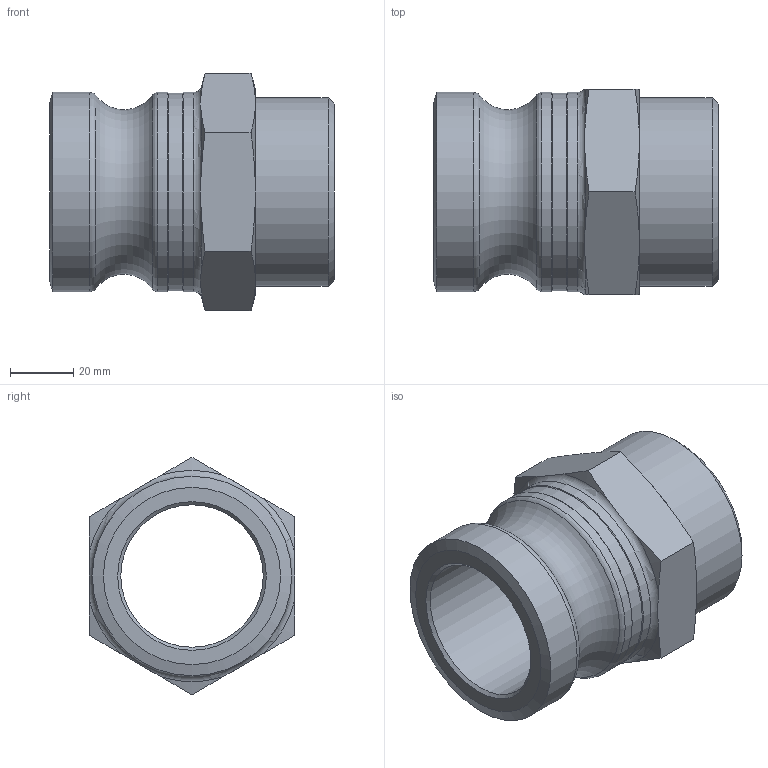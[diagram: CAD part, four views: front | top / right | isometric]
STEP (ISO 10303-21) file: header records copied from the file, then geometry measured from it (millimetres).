
FILE_DESCRIPTION(/* description */ ('MÖRTELSCHLAUCHSTECKER'),/* implementation_level */ '2;1');
FILE_NAME(/* name */ 'vag_20_50_n.stp',/* time_stamp */ '2020-04-21T07:05:55+02:00',/* author */ ('ertl'),/* organization */ (''),/* preprocessor_version */ 'ST-DEVELOPER v17',/* originating_system */ 'Autodesk Inventor 2018',/* authorisation */ '123689,94 mm^3');
FILE_SCHEMA (('AUTOMOTIVE_DESIGN { 1 0 10303 214 3 1 1 }'));
Length unit declared in the file: millimetre
Products named in the file (1): ENG-010307
Bounding box: 90 x 65 x 75.06 mm (x, y, z)
Volume: 123685 mm3; surface area: 34211.3 mm2
Topology: 1 solids, 1 shells, 37 faces, 106 edges, 72 vertices
Faces by surface type: cone 18, plane 9, cylinder 6, torus 4
Full cylindrical faces by diameter (mm): 45 x1, 59.614 x1, 62.5 x1, 63 x3
Entity records: 1385 total; most frequent: CARTESIAN_POINT 348, ORIENTED_EDGE 212, DIRECTION 210, EDGE_CURVE 106, AXIS2_PLACEMENT_3D 96, VERTEX_POINT 72, CIRCLE 58, EDGE_LOOP 40
